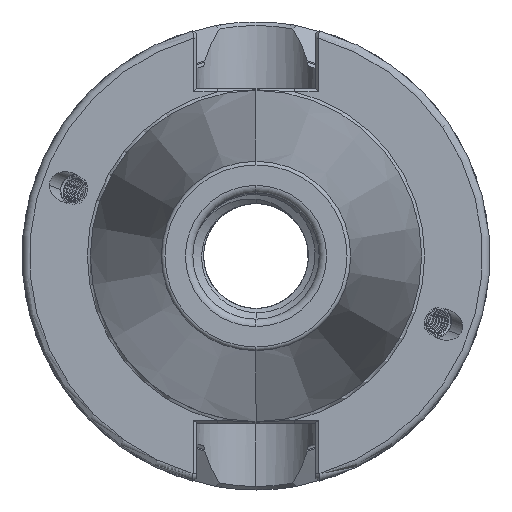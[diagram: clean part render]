
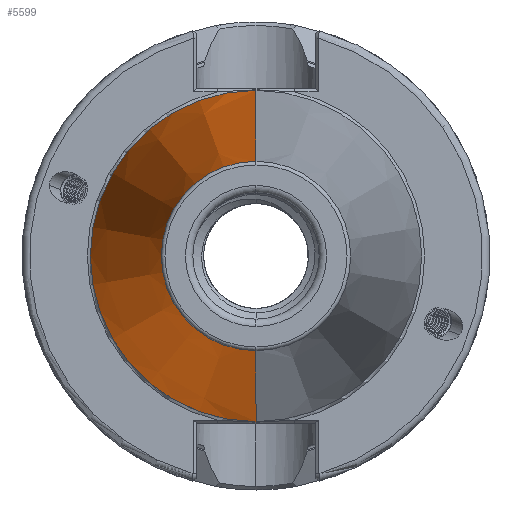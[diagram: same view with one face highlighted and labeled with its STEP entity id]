
A CAD part, left-side view. The second image highlights one B-rep face of the part: STEP entity #5599.
In plain terms, the highlighted conical face has half-angle 8.297 degrees and reference radius 22.298 mm.
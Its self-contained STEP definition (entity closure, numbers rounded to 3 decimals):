
#825 = EDGE_LOOP ( 'NONE', ( #1107, #1105, #1106, #1104 ) ) ;
#998 = VERTEX_POINT ( 'NONE', #1289 ) ;
#1104 = ORIENTED_EDGE ( 'NONE', *, *, #11690, .F. ) ;
#1105 = ORIENTED_EDGE ( 'NONE', *, *, #11688, .T. ) ;
#1106 = ORIENTED_EDGE ( 'NONE', *, *, #11686, .F. ) ;
#1107 = ORIENTED_EDGE ( 'NONE', *, *, #11689, .T. ) ;
#1289 = CARTESIAN_POINT ( 'NONE',  ( -66.972, 0., 12.75 ) ) ;
#1351 = CARTESIAN_POINT ( 'NONE',  ( -1.5, 0., 22.298 ) ) ;
#3639 = LINE ( 'NONE', #3640, #8910 ) ;
#3640 = CARTESIAN_POINT ( 'NONE',  ( -1.5, 0., 22.298 ) ) ;
#3641 = DIRECTION ( 'NONE',  ( 0.99, 0., 0.144 ) ) ;
#3642 = DIRECTION ( 'NONE',  ( 1., 0., 0. ) ) ;
#3643 = DIRECTION ( 'NONE',  ( 0., 0., -1. ) ) ;
#3645 = LINE ( 'NONE', #3646, #8912 ) ;
#3646 = CARTESIAN_POINT ( 'NONE',  ( -1.5, 0., -22.298 ) ) ;
#3647 = DIRECTION ( 'NONE',  ( 0.99, 0., -0.144 ) ) ;
#4510 = CARTESIAN_POINT ( 'NONE',  ( -1.5, 0., 0. ) ) ;
#4511 = DIRECTION ( 'NONE',  ( 1., 0., 0. ) ) ;
#4512 = DIRECTION ( 'NONE',  ( 0., 0., -1. ) ) ;
#4513 = CARTESIAN_POINT ( 'NONE',  ( -66.972, 0., 0. ) ) ;
#4529 = VERTEX_POINT ( 'NONE', #1351 ) ;
#4591 = VERTEX_POINT ( 'NONE', #9343 ) ;
#4698 = VERTEX_POINT ( 'NONE', #9449 ) ;
#5389 = CIRCLE ( 'NONE', #8903, 22.298 ) ;
#5390 = CIRCLE ( 'NONE', #8909, 12.75 ) ;
#5599 = ADVANCED_FACE ( 'NONE', ( #11595 ), #10997, .T. ) ;
#8903 = AXIS2_PLACEMENT_3D ( 'NONE', #4510, #4511, #4512 ) ;
#8909 = AXIS2_PLACEMENT_3D ( 'NONE', #4513, #3642, #3643 ) ;
#8910 = VECTOR ( 'NONE', #3641, 1000. ) ;
#8912 = VECTOR ( 'NONE', #3647, 1000. ) ;
#9343 = CARTESIAN_POINT ( 'NONE',  ( -1.5, 0., -22.298 ) ) ;
#9449 = CARTESIAN_POINT ( 'NONE',  ( -66.972, 0., -12.75 ) ) ;
#10997 = CONICAL_SURFACE ( 'NONE', #11614, 22.298, 0.145 ) ;
#11595 = FACE_OUTER_BOUND ( 'NONE', #825, .T. ) ;
#11614 = AXIS2_PLACEMENT_3D ( 'NONE', #12708, #12709, #12710 ) ;
#11686 = EDGE_CURVE ( 'NONE', #4591, #4529, #5389, .T. ) ;
#11688 = EDGE_CURVE ( 'NONE', #998, #4529, #3639, .T. ) ;
#11689 = EDGE_CURVE ( 'NONE', #4698, #998, #5390, .T. ) ;
#11690 = EDGE_CURVE ( 'NONE', #4698, #4591, #3645, .T. ) ;
#12708 = CARTESIAN_POINT ( 'NONE',  ( -1.5, 0., 0. ) ) ;
#12709 = DIRECTION ( 'NONE',  ( 1., 0., 0. ) ) ;
#12710 = DIRECTION ( 'NONE',  ( 0., 0., -1. ) ) ;
